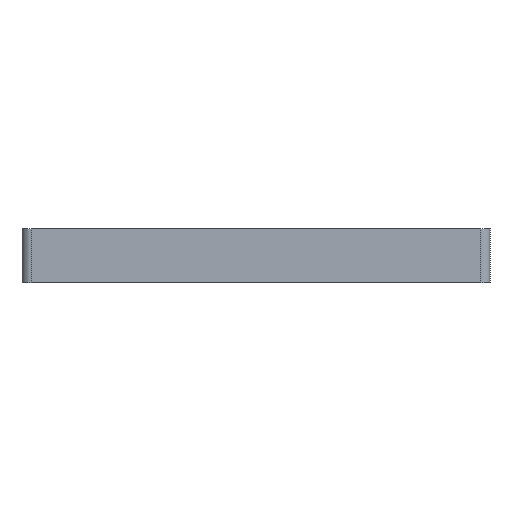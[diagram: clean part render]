
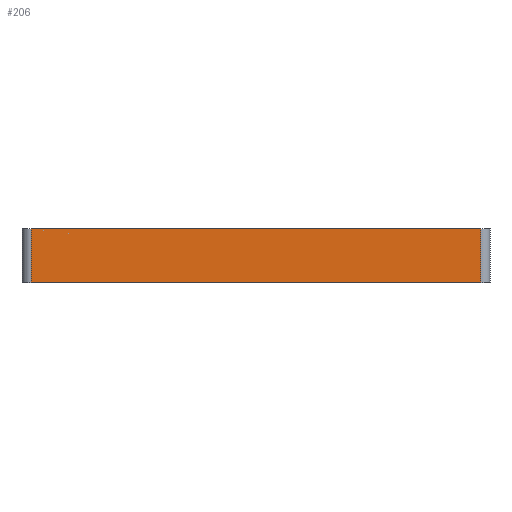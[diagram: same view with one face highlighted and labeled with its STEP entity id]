
A CAD part, front view. The second image highlights one B-rep face of the part: STEP entity #206.
In plain terms, the highlighted planar face has unit normal (0, -1, 0).
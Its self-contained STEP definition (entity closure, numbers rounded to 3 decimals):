
#206 = ADVANCED_FACE ( 'NONE', ( #3603 ), #5028, .F. ) ;
#251 = VERTEX_POINT ( 'NONE', #8944 ) ;
#553 = EDGE_CURVE ( 'NONE', #11685, #251, #2859, .T. ) ;
#1022 = EDGE_CURVE ( 'NONE', #251, #7196, #4530, .T. ) ;
#1399 = CARTESIAN_POINT ( 'NONE',  ( 12.5, -86., 3. ) ) ;
#1456 = VECTOR ( 'NONE', #12203, 1000. ) ;
#2177 = LINE ( 'NONE', #13517, #8598 ) ;
#2813 = EDGE_CURVE ( 'NONE', #10923, #7196, #8213, .T. ) ;
#2859 = LINE ( 'NONE', #8602, #13809 ) ;
#3134 = CARTESIAN_POINT ( 'NONE',  ( -12.5, -86., 0. ) ) ;
#3523 = CARTESIAN_POINT ( 'NONE',  ( -12.5, -86., 3. ) ) ;
#3603 = FACE_OUTER_BOUND ( 'NONE', #12869, .T. ) ;
#4530 = LINE ( 'NONE', #1399, #9612 ) ;
#4932 = ORIENTED_EDGE ( 'NONE', *, *, #2813, .F. ) ;
#5028 = PLANE ( 'NONE',  #8433 ) ;
#6701 = ORIENTED_EDGE ( 'NONE', *, *, #8585, .T. ) ;
#7196 = VERTEX_POINT ( 'NONE', #8765 ) ;
#7403 = DIRECTION ( 'NONE',  ( 1., 0., 0. ) ) ;
#7995 = ORIENTED_EDGE ( 'NONE', *, *, #553, .T. ) ;
#8213 = LINE ( 'NONE', #10104, #1456 ) ;
#8433 = AXIS2_PLACEMENT_3D ( 'NONE', #10691, #11761, #13509 ) ;
#8585 = EDGE_CURVE ( 'NONE', #10923, #11685, #2177, .T. ) ;
#8598 = VECTOR ( 'NONE', #9236, 1000. ) ;
#8602 = CARTESIAN_POINT ( 'NONE',  ( -13., -86., 0. ) ) ;
#8765 = CARTESIAN_POINT ( 'NONE',  ( 12.5, -86., 3. ) ) ;
#8944 = CARTESIAN_POINT ( 'NONE',  ( 12.5, -86., 0. ) ) ;
#9236 = DIRECTION ( 'NONE',  ( 0., 0., -1. ) ) ;
#9612 = VECTOR ( 'NONE', #11103, 1000. ) ;
#10104 = CARTESIAN_POINT ( 'NONE',  ( -13., -86., 3. ) ) ;
#10691 = CARTESIAN_POINT ( 'NONE',  ( -13., -86., 3. ) ) ;
#10923 = VERTEX_POINT ( 'NONE', #3523 ) ;
#11103 = DIRECTION ( 'NONE',  ( 0., 0., 1. ) ) ;
#11685 = VERTEX_POINT ( 'NONE', #3134 ) ;
#11761 = DIRECTION ( 'NONE',  ( 0., 1., 0. ) ) ;
#11841 = ORIENTED_EDGE ( 'NONE', *, *, #1022, .T. ) ;
#12203 = DIRECTION ( 'NONE',  ( 1., 0., 0. ) ) ;
#12869 = EDGE_LOOP ( 'NONE', ( #7995, #11841, #4932, #6701 ) ) ;
#13509 = DIRECTION ( 'NONE',  ( -1., 0., 0. ) ) ;
#13517 = CARTESIAN_POINT ( 'NONE',  ( -12.5, -86., 3. ) ) ;
#13809 = VECTOR ( 'NONE', #7403, 1000. ) ;
